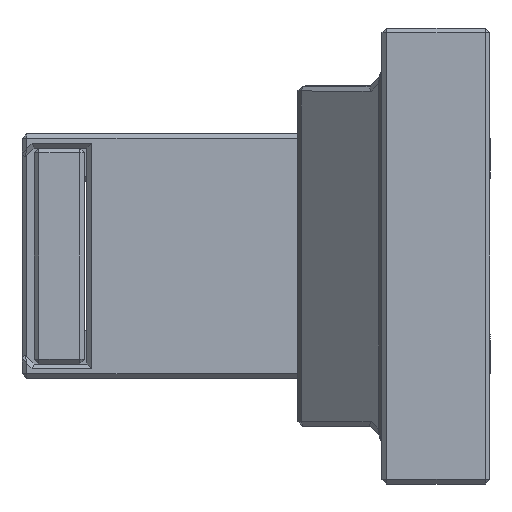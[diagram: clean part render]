
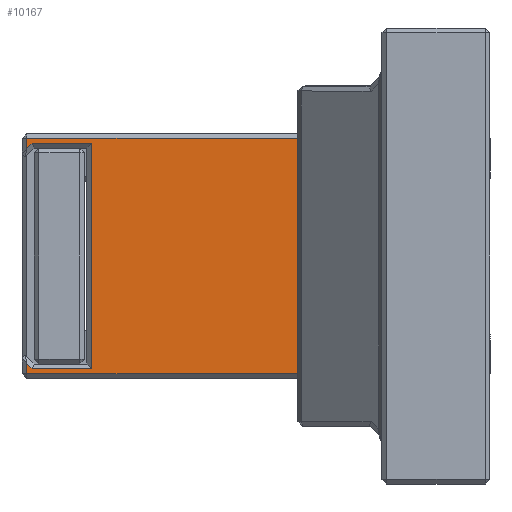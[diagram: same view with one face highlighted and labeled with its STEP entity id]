
A CAD part, left-side view. The second image highlights one B-rep face of the part: STEP entity #10167.
In plain terms, the highlighted planar face has unit normal (-1, 0, 0).
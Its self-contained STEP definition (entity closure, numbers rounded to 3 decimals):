
#930=FACE_OUTER_BOUND('',#1544,.T.);
#1544=EDGE_LOOP('',(#8216,#8217,#8218,#8219,#8220,#8221,#8222,#8223,#8224,
#8225,#8226,#8227));
#2414=LINE('',#16582,#3571);
#2416=LINE('',#16586,#3573);
#2423=LINE('',#16599,#3580);
#2425=LINE('',#16602,#3582);
#2429=LINE('',#16611,#3586);
#2433=LINE('',#16619,#3590);
#2444=LINE('',#16642,#3601);
#2448=LINE('',#16648,#3605);
#2452=LINE('',#16656,#3609);
#2462=LINE('',#16674,#3619);
#2466=LINE('',#16682,#3623);
#2505=LINE('',#16760,#3662);
#3571=VECTOR('',#13011,10.);
#3573=VECTOR('',#13015,10.);
#3580=VECTOR('',#13026,10.);
#3582=VECTOR('',#13030,10.);
#3586=VECTOR('',#13038,10.);
#3590=VECTOR('',#13046,10.);
#3601=VECTOR('',#13063,10.);
#3605=VECTOR('',#13071,10.);
#3609=VECTOR('',#13079,10.);
#3619=VECTOR('',#13093,10.);
#3623=VECTOR('',#13101,10.);
#3662=VECTOR('',#13168,10.);
#4640=VERTEX_POINT('',#16572);
#4644=VERTEX_POINT('',#16581);
#4645=VERTEX_POINT('',#16585);
#4648=VERTEX_POINT('',#16593);
#4649=VERTEX_POINT('',#16597);
#4652=VERTEX_POINT('',#16610);
#4654=VERTEX_POINT('',#16618);
#4656=VERTEX_POINT('',#16624);
#4659=VERTEX_POINT('',#16631);
#4662=VERTEX_POINT('',#16638);
#4671=VERTEX_POINT('',#16672);
#4673=VERTEX_POINT('',#16681);
#5841=EDGE_CURVE('',#4640,#4644,#2414,.T.);
#5843=EDGE_CURVE('',#4644,#4645,#2416,.T.);
#5850=EDGE_CURVE('',#4649,#4648,#2423,.T.);
#5852=EDGE_CURVE('',#4648,#4640,#2425,.T.);
#5856=EDGE_CURVE('',#4645,#4652,#2429,.T.);
#5860=EDGE_CURVE('',#4652,#4654,#2433,.T.);
#5871=EDGE_CURVE('',#4659,#4662,#2444,.T.);
#5875=EDGE_CURVE('',#4656,#4659,#2448,.T.);
#5879=EDGE_CURVE('',#4654,#4656,#2452,.T.);
#5889=EDGE_CURVE('',#4671,#4649,#2462,.T.);
#5893=EDGE_CURVE('',#4662,#4673,#2466,.T.);
#5933=EDGE_CURVE('',#4671,#4673,#2505,.T.);
#8216=ORIENTED_EDGE('',*,*,#5850,.F.);
#8217=ORIENTED_EDGE('',*,*,#5889,.F.);
#8218=ORIENTED_EDGE('',*,*,#5933,.T.);
#8219=ORIENTED_EDGE('',*,*,#5893,.F.);
#8220=ORIENTED_EDGE('',*,*,#5871,.F.);
#8221=ORIENTED_EDGE('',*,*,#5875,.F.);
#8222=ORIENTED_EDGE('',*,*,#5879,.F.);
#8223=ORIENTED_EDGE('',*,*,#5860,.F.);
#8224=ORIENTED_EDGE('',*,*,#5856,.F.);
#8225=ORIENTED_EDGE('',*,*,#5843,.F.);
#8226=ORIENTED_EDGE('',*,*,#5841,.F.);
#8227=ORIENTED_EDGE('',*,*,#5852,.F.);
#9580=PLANE('',#11044);
#10167=ADVANCED_FACE('',(#930),#9580,.T.);
#11044=AXIS2_PLACEMENT_3D('',#16759,#13166,#13167);
#13011=DIRECTION('',(0.,-0.707,-0.707));
#13015=DIRECTION('',(0.,-1.,0.));
#13026=DIRECTION('',(0.,1.,0.));
#13030=DIRECTION('',(0.,0.,1.));
#13038=DIRECTION('',(0.,0.,1.));
#13046=DIRECTION('',(0.,1.,0.));
#13063=DIRECTION('',(0.,-1.,0.));
#13071=DIRECTION('',(0.,0.,1.));
#13079=DIRECTION('',(0.,0.707,-0.707));
#13093=DIRECTION('',(0.,0.447,-0.894));
#13101=DIRECTION('',(0.,-0.447,-0.894));
#13166=DIRECTION('center_axis',(-1.,0.,0.));
#13167=DIRECTION('ref_axis',(0.,0.,1.));
#13168=DIRECTION('',(0.,0.,1.));
#16572=CARTESIAN_POINT('',(-50.9,38.6,-14.966));
#16581=CARTESIAN_POINT('',(-50.9,38.166,-15.4));
#16582=CARTESIAN_POINT('',(-50.9,28.483,-25.083));
#16585=CARTESIAN_POINT('',(-50.9,33.2,-15.4));
#16586=CARTESIAN_POINT('',(-50.9,16.7,-15.4));
#16593=CARTESIAN_POINT('',(-50.9,38.6,-15.8));
#16597=CARTESIAN_POINT('',(-50.9,14.045,-15.8));
#16599=CARTESIAN_POINT('',(-50.9,0.,-15.8));
#16602=CARTESIAN_POINT('',(-50.9,38.6,-11.1));
#16610=CARTESIAN_POINT('',(-50.9,33.2,3.4));
#16611=CARTESIAN_POINT('',(-50.9,33.2,-6.6));
#16618=CARTESIAN_POINT('',(-50.9,38.166,3.4));
#16619=CARTESIAN_POINT('',(-50.9,19.,3.4));
#16624=CARTESIAN_POINT('',(-50.9,38.6,2.966));
#16631=CARTESIAN_POINT('',(-50.9,38.6,3.8));
#16638=CARTESIAN_POINT('',(-50.9,14.045,3.8));
#16642=CARTESIAN_POINT('',(-50.9,0.,3.8));
#16648=CARTESIAN_POINT('',(-50.9,38.6,-11.1));
#16656=CARTESIAN_POINT('',(-50.9,34.083,7.483));
#16672=CARTESIAN_POINT('',(-50.9,14.,-15.71));
#16674=CARTESIAN_POINT('',(-50.9,12.166,-12.042));
#16681=CARTESIAN_POINT('',(-50.9,14.,3.71));
#16682=CARTESIAN_POINT('',(-50.9,7.576,-9.138));
#16759=CARTESIAN_POINT('Origin',(-50.9,0.,-16.2));
#16760=CARTESIAN_POINT('',(-50.9,14.,-16.2));
